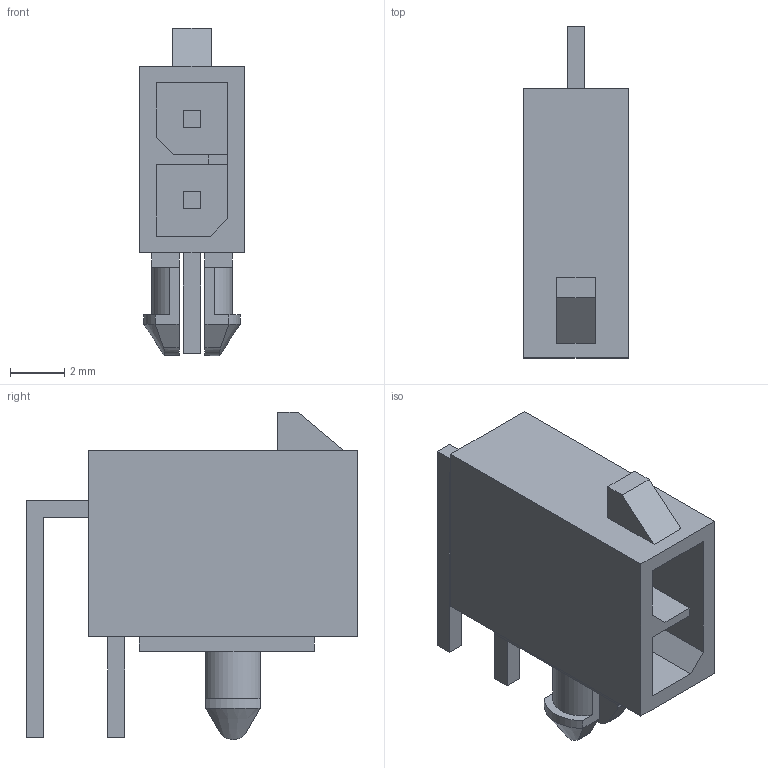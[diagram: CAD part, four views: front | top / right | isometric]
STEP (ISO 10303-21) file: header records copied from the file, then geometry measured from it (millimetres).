
FILE_DESCRIPTION(/* description */ (''),/* implementation_level */ '2;1');
FILE_NAME(/* name */ '2125280201wbm000_01_214.stp',/* time_stamp */ '2023-11-06T10:38:07+05:00',/* author */ (''),/* organization */ (''),/* preprocessor_version */ 'ST-DEVELOPER v16.7',/* originating_system */ 'SIEMENS PLM Software NX 1919',/* authorisation */ '');
FILE_SCHEMA (('AUTOMOTIVE_DESIGN { 1 0 10303 214 3 1 1 1 }'));
Length unit declared in the file: millimetre
Products named in the file (1): 2125280201wbm000_01
Bounding box: 3.85 x 12.22 x 12.05 mm (x, y, z)
Volume: 200 mm3; surface area: 508.9 mm2
Topology: 1 solids, 1 shells, 76 faces, 192 edges, 126 vertices
Faces by surface type: plane 68, cylinder 6, cone 2
Entity records: 2326 total; most frequent: CARTESIAN_POINT 469, ORIENTED_EDGE 384, DIRECTION 352, EDGE_CURVE 192, LINE 174, VECTOR 174, VERTEX_POINT 126, AXIS2_PLACEMENT_3D 89
